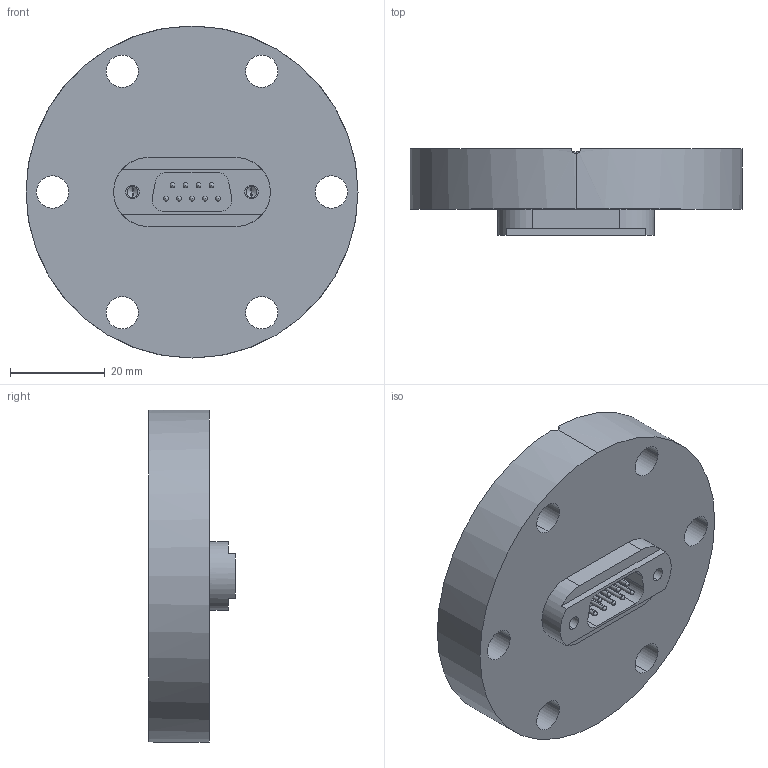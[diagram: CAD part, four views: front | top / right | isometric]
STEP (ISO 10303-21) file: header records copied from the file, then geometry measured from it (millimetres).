
FILE_DESCRIPTION (( 'STEP AP214' ), '1' );
FILE_NAME ('210-D09-C40.STEP', '2014-12-18T06:50:38', ( 'allectra' ), ( 'Microsoft' ), 'SwSTEP 2.0', 'SolidWorks 2014', '' );
FILE_SCHEMA (( 'AUTOMOTIVE_DESIGN' ));
Length unit declared in the file: millimetre
Products named in the file (5): 9210-PIN-FENI_Pin vergoldet; 210-D09-C40; 218-D9-37-SS_218-D09-SS; 9210-D09-C40_DN40 CF; 9218-D9-37-SS_9 pin 1mm
Assembly tree (12 placements, depth 3):
  210-D09-C40
    9210-D09-C40_DN40 CF
    218-D9-37-SS_218-D09-SS
      9218-D9-37-SS_9 pin 1mm
      9210-PIN-FENI_Pin vergoldet  x9
Bounding box: 69.9 x 18.2 x 69.9 mm (x, y, z)
Volume: 43662 mm3; surface area: 15766.5 mm2
Topology: 11 solids, 11 shells, 145 faces, 390 edges, 252 vertices
Faces by surface type: cylinder 84, plane 31, sphere 18, cone 12
Entity records: 3768 total; most frequent: DIRECTION 670, CARTESIAN_POINT 659, ORIENTED_EDGE 560, EDGE_CURVE 280, AXIS2_PLACEMENT_3D 269, VERTEX_POINT 184, EDGE_LOOP 156, CIRCLE 140
